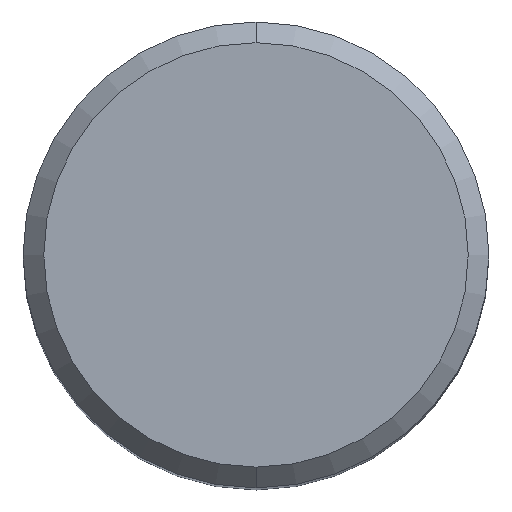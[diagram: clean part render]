
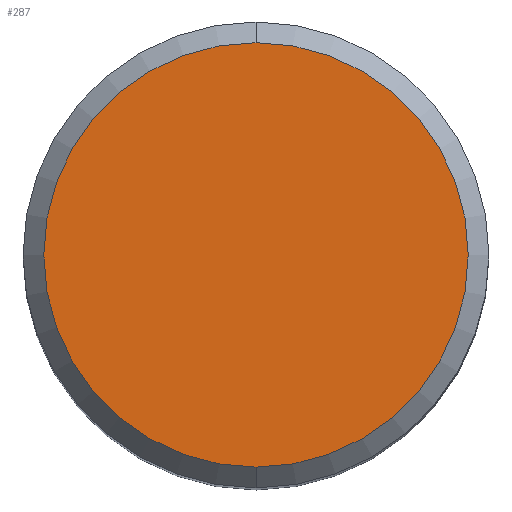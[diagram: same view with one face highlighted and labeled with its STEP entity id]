
A CAD part, top view. The second image highlights one B-rep face of the part: STEP entity #287.
In plain terms, the highlighted planar face has unit normal (0, 0, 1).
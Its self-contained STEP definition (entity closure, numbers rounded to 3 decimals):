
#213=EDGE_CURVE('',#225,#271,#507,.T.);
#225=VERTEX_POINT('',#519);
#271=VERTEX_POINT('',#572);
#287=ADVANCED_FACE('',(#589),#590,.T.);
#431=EDGE_CURVE('',#271,#225,#749,.T.);
#507=CIRCLE('',#910,8.2);
#519=CARTESIAN_POINT('',(0.0,8.2,0.));
#572=CARTESIAN_POINT('',(0.,-8.2,0.));
#589=FACE_OUTER_BOUND('',#1029,.T.);
#590=PLANE('',#1030);
#749=CIRCLE('',#1428,8.2);
#910=AXIS2_PLACEMENT_3D('',#1484,#1485,#1486);
#1029=EDGE_LOOP('',(#1560,#1561));
#1030=AXIS2_PLACEMENT_3D('',#1562,#1563,#1564);
#1428=AXIS2_PLACEMENT_3D('',#1765,#1766,#1767);
#1484=CARTESIAN_POINT('',(0.0,0.0,0.));
#1485=DIRECTION('',(0.0,0.0,-1.0));
#1486=DIRECTION('',(0.0,1.0,0.0));
#1560=ORIENTED_EDGE('',*,*,#213,.F.);
#1561=ORIENTED_EDGE('',*,*,#431,.F.);
#1562=CARTESIAN_POINT('',(0.0,4.1,0.));
#1563=DIRECTION('',(-0.0,0.0,1.0));
#1564=DIRECTION('',(0.0,-1.0,0.0));
#1765=CARTESIAN_POINT('',(0.0,0.0,0.));
#1766=DIRECTION('',(0.0,0.0,-1.0));
#1767=DIRECTION('',(0.0,1.0,0.0));
